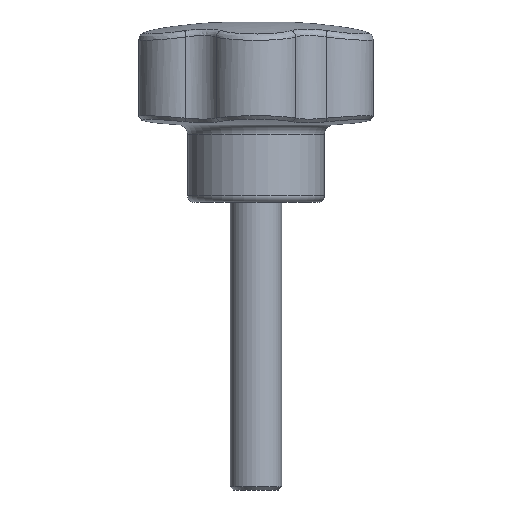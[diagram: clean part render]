
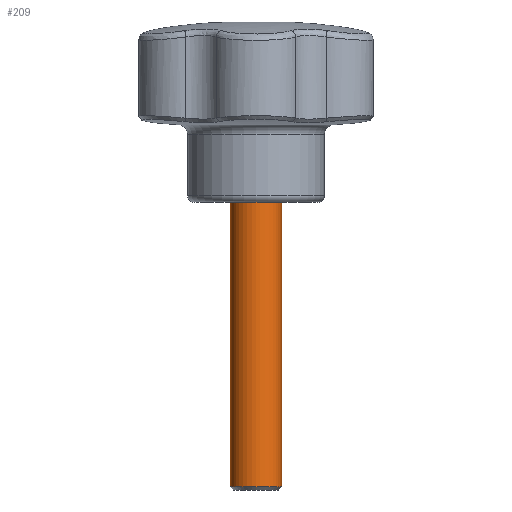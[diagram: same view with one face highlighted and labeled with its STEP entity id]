
A CAD part, front view. The second image highlights one B-rep face of the part: STEP entity #209.
In plain terms, the highlighted cylindrical face has radius 4 mm (diameter 8 mm), a full revolution.
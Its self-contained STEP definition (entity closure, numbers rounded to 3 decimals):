
#209 = ADVANCED_FACE( '', ( #436, #437 ), #438, .T. );
#436 = FACE_OUTER_BOUND( '', #3219, .T. );
#437 = FACE_OUTER_BOUND( '', #3220, .T. );
#438 = CYLINDRICAL_SURFACE( '', #3221, 4. );
#3219 = EDGE_LOOP( '', ( #3986 ) );
#3220 = EDGE_LOOP( '', ( #3987 ) );
#3221 = AXIS2_PLACEMENT_3D( '', #3988, #3989, #3990 );
#3986 = ORIENTED_EDGE( '', *, *, #4085, .T. );
#3987 = ORIENTED_EDGE( '', *, *, #4141, .F. );
#3988 = CARTESIAN_POINT( '', ( 0., 0., -44.8 ) );
#3989 = DIRECTION( '', ( 0., 0., -1. ) );
#3990 = DIRECTION( '', ( 1., 0., 0. ) );
#4085 = EDGE_CURVE( '', #4350, #4350, #4351, .T. );
#4141 = EDGE_CURVE( '', #4435, #4435, #4436, .T. );
#4350 = VERTEX_POINT( '', #5434 );
#4351 = CIRCLE( '', #5435, 4. );
#4435 = VERTEX_POINT( '', #6449 );
#4436 = CIRCLE( '', #6450, 4. );
#5434 = CARTESIAN_POINT( '', ( 4., 0., -44.3 ) );
#5435 = AXIS2_PLACEMENT_3D( '', #6983, #6984, #6985 );
#6449 = CARTESIAN_POINT( '', ( 4., 0., 0.2 ) );
#6450 = AXIS2_PLACEMENT_3D( '', #7018, #7019, #7020 );
#6983 = CARTESIAN_POINT( '', ( 0., 0., -44.3 ) );
#6984 = DIRECTION( '', ( 0., 0., 1. ) );
#6985 = DIRECTION( '', ( 1., 0., 0. ) );
#7018 = CARTESIAN_POINT( '', ( 0., 0., 0.2 ) );
#7019 = DIRECTION( '', ( 0., 0., 1. ) );
#7020 = DIRECTION( '', ( 1., 0., 0. ) );
